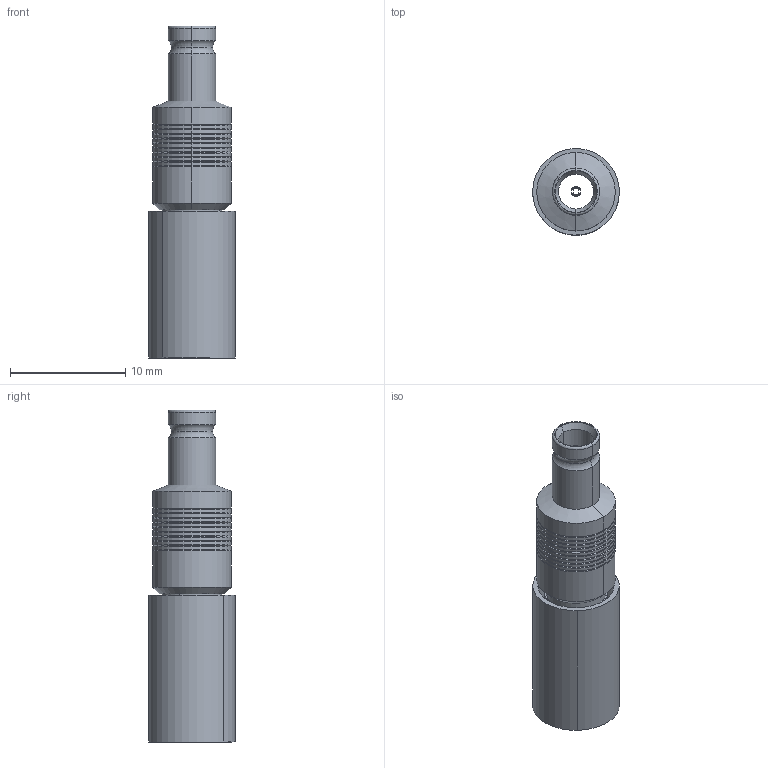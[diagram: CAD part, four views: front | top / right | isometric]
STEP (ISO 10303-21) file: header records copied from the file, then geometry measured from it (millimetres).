
FILE_DESCRIPTION (( 'STEP AP214' ), '1' );
FILE_NAME ('52-054-D6-FB.STEP', '2024-07-31T13:37:36', ( '' ), ( '' ), 'SwSTEP 2.0', 'SolidWorks 2023', '' );
FILE_SCHEMA (( 'AUTOMOTIVE_DESIGN' ));
Length unit declared in the file: millimetre
Products named in the file (1): 52-054-D6-FB
Bounding box: 7.49 x 7.49 x 28.77 mm (x, y, z)
Surface area: 1007.1 mm2 (no closed solid volume)
Topology: 0 solids, 5 shells, 120 faces, 370 edges, 256 vertices
Faces by surface type: cylinder 52, cone 48, bspline 8, plane 6, torus 6
Entity records: 4760 total; most frequent: CARTESIAN_POINT 1841, ORIENTED_EDGE 581, DIRECTION 549, EDGE_CURVE 370, VERTEX_POINT 256, AXIS2_PLACEMENT_3D 232, B_SPLINE_CURVE_WITH_KNOTS 136, EDGE_LOOP 124
